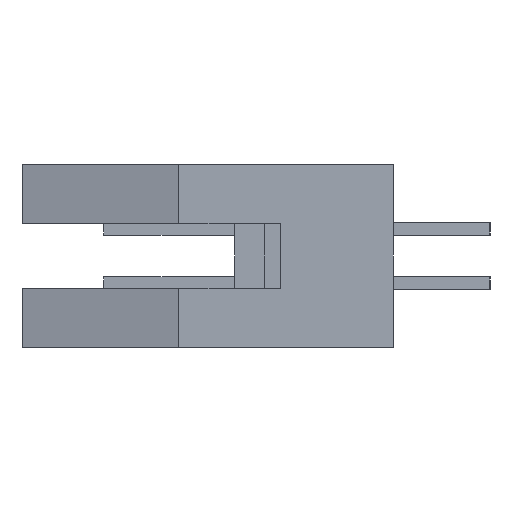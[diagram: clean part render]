
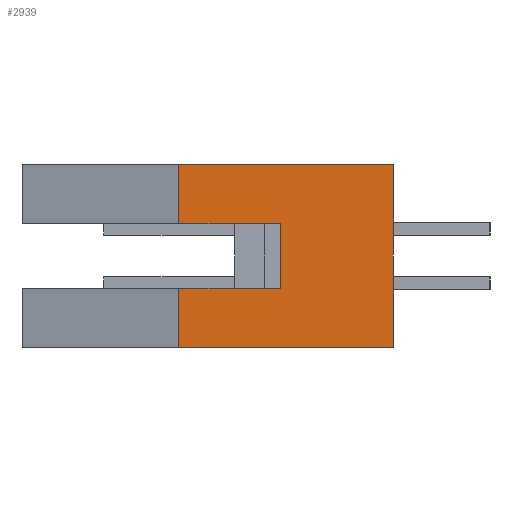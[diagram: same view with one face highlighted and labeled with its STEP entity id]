
A CAD part, left-side view. The second image highlights one B-rep face of the part: STEP entity #2939.
In plain terms, the highlighted planar face has unit normal (-1, 0, 0).
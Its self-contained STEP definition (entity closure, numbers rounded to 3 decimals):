
#2939=ADVANCED_FACE('F134',(#3827),#3382,.T.);
#3382=PLANE('',#11212);
#3827=FACE_OUTER_BOUND('',#4273,.T.);
#4273=EDGE_LOOP('',(#6088,#6089,#6090,#6091,#6092,#6093,#6094,#6095));
#6088=ORIENTED_EDGE('',*,*,#8452,.T.);
#6089=ORIENTED_EDGE('',*,*,#8451,.F.);
#6090=ORIENTED_EDGE('',*,*,#8453,.T.);
#6091=ORIENTED_EDGE('',*,*,#8454,.T.);
#6092=ORIENTED_EDGE('',*,*,#8455,.T.);
#6093=ORIENTED_EDGE('',*,*,#8441,.F.);
#6094=ORIENTED_EDGE('',*,*,#8439,.T.);
#6095=ORIENTED_EDGE('',*,*,#8421,.T.);
#7339=VERTEX_POINT('',#15396);
#7340=VERTEX_POINT('',#15398);
#7351=VERTEX_POINT('',#15433);
#7352=VERTEX_POINT('',#15437);
#7359=VERTEX_POINT('',#15454);
#7360=VERTEX_POINT('',#15456);
#7361=VERTEX_POINT('',#15461);
#7362=VERTEX_POINT('',#15463);
#8421=EDGE_CURVE('E407',#7340,#7339,#9540,.T.);
#8439=EDGE_CURVE('E385',#7351,#7340,#9558,.T.);
#8441=EDGE_CURVE('E364',#7351,#7352,#9560,.T.);
#8451=EDGE_CURVE('E362',#7360,#7359,#9570,.T.);
#8452=EDGE_CURVE('E376',#7339,#7359,#9571,.T.);
#8453=EDGE_CURVE('E256',#7360,#7361,#9572,.T.);
#8454=EDGE_CURVE('E113',#7361,#7362,#9573,.T.);
#8455=EDGE_CURVE('E406',#7362,#7352,#9574,.T.);
#9540=LINE('',#15397,#10657);
#9558=LINE('',#15432,#10675);
#9560=LINE('',#15436,#10677);
#9570=LINE('',#15457,#10687);
#9571=LINE('',#15459,#10688);
#9572=LINE('',#15460,#10689);
#9573=LINE('',#15462,#10690);
#9574=LINE('',#15464,#10691);
#10657=VECTOR('',#13079,1.);
#10675=VECTOR('',#13109,1.);
#10677=VECTOR('',#13113,1.);
#10687=VECTOR('',#13127,1.);
#10688=VECTOR('',#13130,1.);
#10689=VECTOR('',#13131,1.);
#10690=VECTOR('',#13132,1.);
#10691=VECTOR('',#13133,1.);
#11212=AXIS2_PLACEMENT_3D('',#15465,#13134,#13135);
#13079=DIRECTION('',(0.,0.,-1.));
#13109=DIRECTION('',(0.,-1.,0.));
#13113=DIRECTION('',(0.,0.,1.));
#13127=DIRECTION('',(0.,0.,1.));
#13130=DIRECTION('',(0.,1.,0.));
#13131=DIRECTION('',(0.,-1.,0.));
#13132=DIRECTION('',(0.,0.,1.));
#13133=DIRECTION('',(0.,1.,0.));
#13134=DIRECTION('',(-1.,0.,0.));
#13135=DIRECTION('',(0.,-1.,0.));
#15396=CARTESIAN_POINT('',(-31.573,7.84,2.75));
#15397=CARTESIAN_POINT('',(-31.573,7.84,4.25));
#15398=CARTESIAN_POINT('',(-31.573,7.84,5.75));
#15432=CARTESIAN_POINT('',(-31.573,10.215,5.75));
#15433=CARTESIAN_POINT('',(-31.573,12.59,5.75));
#15436=CARTESIAN_POINT('',(-31.573,12.59,7.125));
#15437=CARTESIAN_POINT('',(-31.573,12.59,8.5));
#15454=CARTESIAN_POINT('',(-31.573,12.59,2.75));
#15456=CARTESIAN_POINT('',(-31.573,12.59,0.));
#15457=CARTESIAN_POINT('',(-31.573,12.59,1.375));
#15459=CARTESIAN_POINT('',(-31.573,10.215,2.75));
#15460=CARTESIAN_POINT('',(-31.573,7.59,0.));
#15461=CARTESIAN_POINT('',(-31.573,2.59,0.));
#15462=CARTESIAN_POINT('',(-31.573,2.59,4.25));
#15463=CARTESIAN_POINT('',(-31.573,2.59,8.5));
#15464=CARTESIAN_POINT('',(-31.573,7.59,8.5));
#15465=CARTESIAN_POINT('',(-31.573,12.59,0.));
